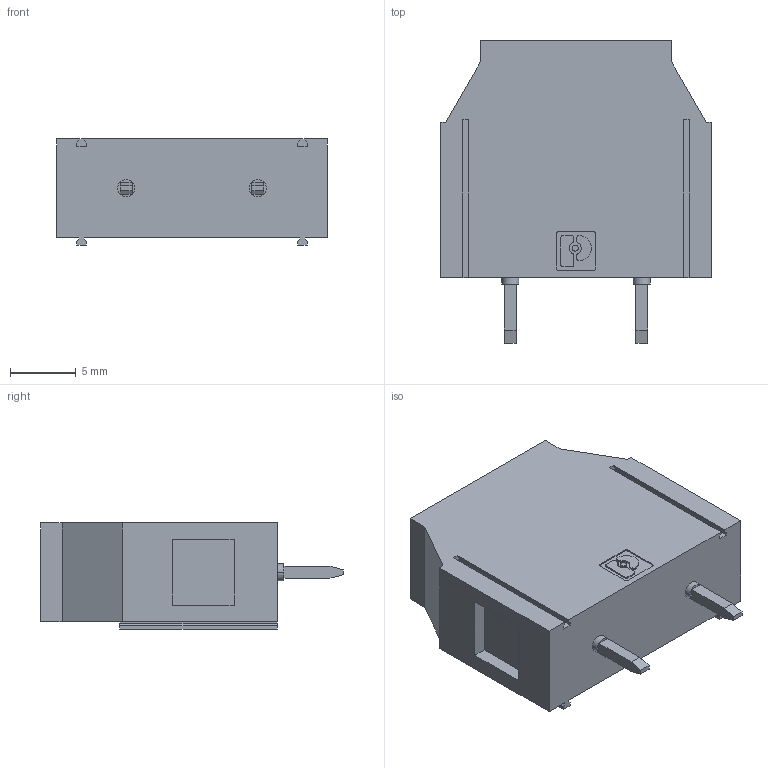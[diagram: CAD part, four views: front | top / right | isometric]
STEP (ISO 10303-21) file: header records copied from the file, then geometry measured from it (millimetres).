
FILE_DESCRIPTION(('SolidDesigner STEP Export'),'1');
FILE_NAME('kds_4.stp','2000-07-06T10:35:10',(''),(''), 'SolidDesigner STEP processor Version: 7.0(Mar 1999)for AP214(CD)(Solid Model)', 'CoCreate SolidDesigner: 07.50 21-Dec-99(C) CoCreate Software GmbH','');
FILE_SCHEMA(('AUTOMOTIVE_DESIGN_CC2 {1 2 10303 214 -1 1 5 1}'));
Length unit declared in the file: millimetre
Products named in the file (2): kds_4
Assembly tree (1 placements, depth 2):
  kds_4
    kds_4
Bounding box: 20.6 x 23 x 8.07 mm (x, y, z)
Volume: 2493.4 mm3; surface area: 1520.8 mm2
Topology: 1 solids, 1 shells, 154 faces, 395 edges, 258 vertices
Faces by surface type: plane 120, cylinder 34
Entity records: 5547 total; most frequent: ORIENTED_EDGE 790, CARTESIAN_POINT 732, DIRECTION 657, EDGE_CURVE 395, VECTOR 291, LINE 291, VERTEX_POINT 258, AXIS2_PLACEMENT_3D 183
